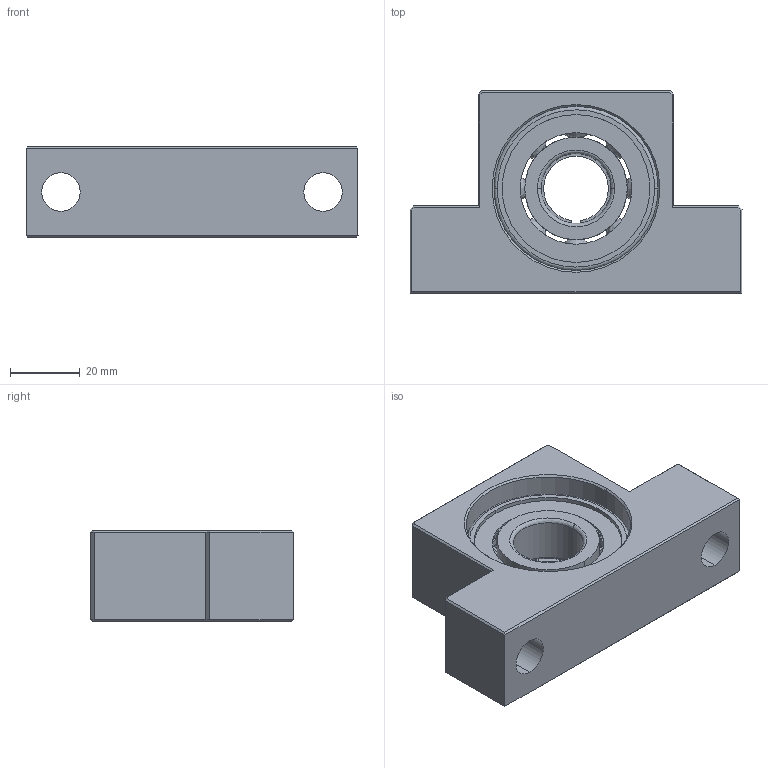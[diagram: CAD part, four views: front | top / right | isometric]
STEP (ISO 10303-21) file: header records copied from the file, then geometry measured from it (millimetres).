
FILE_DESCRIPTION (( 'STEP AP214' ), '1' );
FILE_NAME ('EF20.STEP', '2019-04-04T09:00:49', ( '' ), ( '' ), 'SwSTEP 2.0', 'SolidWorks 2015', '' );
FILE_SCHEMA (( 'AUTOMOTIVE_DESIGN' ));
Length unit declared in the file: millimetre
Products named in the file (1): EF20
Bounding box: 95 x 58 x 26 mm (x, y, z)
Volume: 71844.9 mm3; surface area: 29895.7 mm2
Topology: 3 solids, 3 shells, 733 faces, 2117 edges, 1382 vertices
Faces by surface type: plane 582, bspline 105, cylinder 42, cone 4
Entity records: 29625 total; most frequent: CARTESIAN_POINT 9430, ORIENTED_EDGE 4170, DIRECTION 3313, EDGE_CURVE 2085, LINE 1615, VECTOR 1615, VERTEX_POINT 1382, AXIS2_PLACEMENT_3D 849
